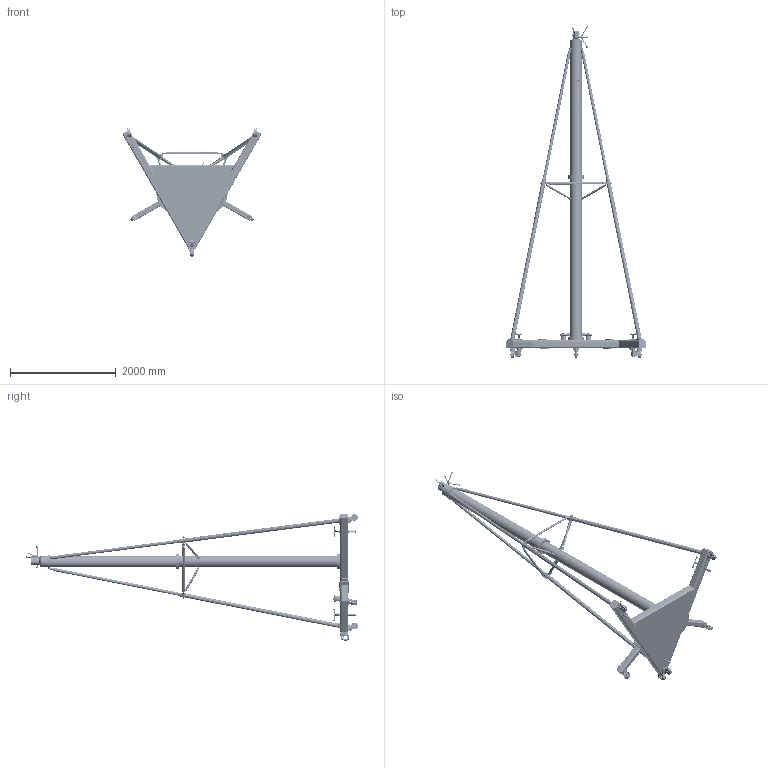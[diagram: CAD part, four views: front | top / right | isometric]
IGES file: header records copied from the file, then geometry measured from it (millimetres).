
Start section: SolidWorks IGES file using analytic representation for surfaces
Global section: file name: 232-SP240-0.IGS; native system: SolidWorks 2019; preprocessor: SolidWorks 2019; author: estack; date: 200422.134435; units: inch
Bounding box: 2637.29 x 6285.58 x 2451.13 mm (x, y, z)
Surface area: 18426764.1 mm2 (no closed solid volume)
Topology: 0 solids, 0 shells, 3510 faces, 51923 edges, 51811 vertices
Faces by surface type: bspline 1784, revolution 1726
